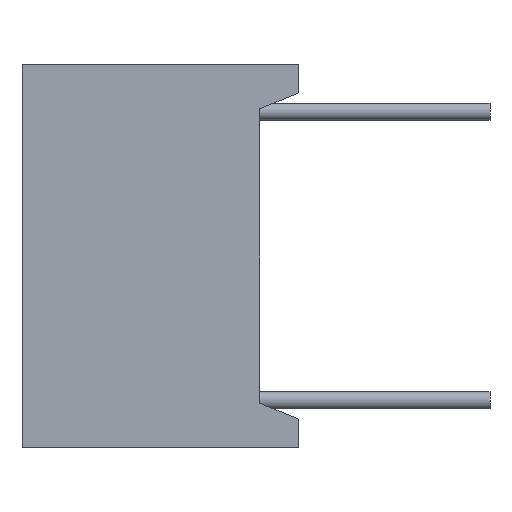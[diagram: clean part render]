
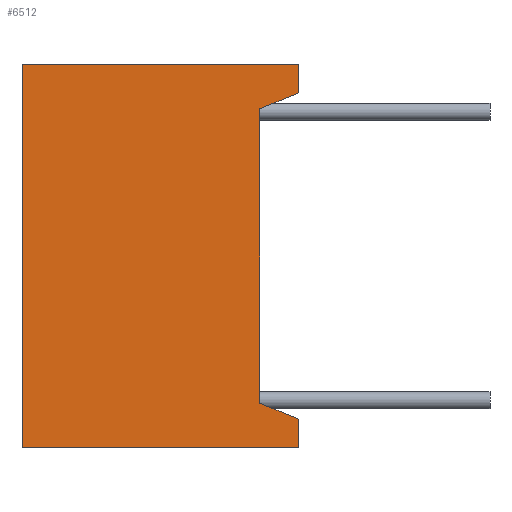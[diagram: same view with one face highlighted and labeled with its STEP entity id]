
A CAD part, left-side view. The second image highlights one B-rep face of the part: STEP entity #6512.
In plain terms, the highlighted planar face has unit normal (-1, 0, 0).
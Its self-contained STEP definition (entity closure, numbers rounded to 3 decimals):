
#390 = LINE ( 'NONE', #3487, #4862 ) ;
#504 = LINE ( 'NONE', #7992, #3510 ) ;
#535 = CARTESIAN_POINT ( 'NONE',  ( -11.25, -7.2, -5. ) ) ;
#971 = VECTOR ( 'NONE', #4788, 1000. ) ;
#1052 = DIRECTION ( 'NONE',  ( 0., 0., 1. ) ) ;
#1215 = ORIENTED_EDGE ( 'NONE', *, *, #4533, .F. ) ;
#1216 = CARTESIAN_POINT ( 'NONE',  ( -11.25, -7.2, -5. ) ) ;
#1436 = ORIENTED_EDGE ( 'NONE', *, *, #7123, .T. ) ;
#1645 = VERTEX_POINT ( 'NONE', #6689 ) ;
#1724 = PLANE ( 'NONE',  #4036 ) ;
#2070 = DIRECTION ( 'NONE',  ( 0., 0., -1. ) ) ;
#2126 = EDGE_LOOP ( 'NONE', ( #1215, #4210, #7278, #5699, #1436, #7882, #7774, #7393 ) ) ;
#2208 = DIRECTION ( 'NONE',  ( 0., -0.924, -0.383 ) ) ;
#2237 = VERTEX_POINT ( 'NONE', #7933 ) ;
#2244 = CARTESIAN_POINT ( 'NONE',  ( -11.25, -7.2, 5. ) ) ;
#2427 = VECTOR ( 'NONE', #5589, 1000. ) ;
#2438 = EDGE_CURVE ( 'NONE', #6483, #3428, #390, .T. ) ;
#2807 = CARTESIAN_POINT ( 'NONE',  ( -11.25, -6.2, 3.836 ) ) ;
#3225 = VECTOR ( 'NONE', #2070, 1000. ) ;
#3379 = DIRECTION ( 'NONE',  ( 0., 1., 0. ) ) ;
#3428 = VERTEX_POINT ( 'NONE', #7186 ) ;
#3487 = CARTESIAN_POINT ( 'NONE',  ( -11.25, -7.2, -5. ) ) ;
#3510 = VECTOR ( 'NONE', #7469, 1000. ) ;
#3637 = VECTOR ( 'NONE', #3379, 1000. ) ;
#3701 = DIRECTION ( 'NONE',  ( -1., 0., 0. ) ) ;
#3847 = CARTESIAN_POINT ( 'NONE',  ( -11.25, -7.2, -5. ) ) ;
#3865 = DIRECTION ( 'NONE',  ( 0., 0., 1. ) ) ;
#3928 = LINE ( 'NONE', #3847, #3637 ) ;
#4036 = AXIS2_PLACEMENT_3D ( 'NONE', #1216, #3701, #5523 ) ;
#4146 = CARTESIAN_POINT ( 'NONE',  ( -11.25, -6.2, -3.836 ) ) ;
#4210 = ORIENTED_EDGE ( 'NONE', *, *, #5951, .F. ) ;
#4388 = LINE ( 'NONE', #535, #2427 ) ;
#4533 = EDGE_CURVE ( 'NONE', #6383, #5376, #7297, .T. ) ;
#4788 = DIRECTION ( 'NONE',  ( 0., 1., 0. ) ) ;
#4862 = VECTOR ( 'NONE', #1052, 1000. ) ;
#4875 = CARTESIAN_POINT ( 'NONE',  ( -11.25, -7.2, -4.25 ) ) ;
#4928 = EDGE_CURVE ( 'NONE', #1645, #2237, #8218, .T. ) ;
#4967 = CARTESIAN_POINT ( 'NONE',  ( -11.25, -7.2, -5. ) ) ;
#5376 = VERTEX_POINT ( 'NONE', #4875 ) ;
#5523 = DIRECTION ( 'NONE',  ( 0., 0., 1. ) ) ;
#5576 = EDGE_CURVE ( 'NONE', #5808, #1645, #3928, .T. ) ;
#5589 = DIRECTION ( 'NONE',  ( 0., 0., 1. ) ) ;
#5680 = CARTESIAN_POINT ( 'NONE',  ( -11.25, -7.2, 4.25 ) ) ;
#5699 = ORIENTED_EDGE ( 'NONE', *, *, #2438, .T. ) ;
#5808 = VERTEX_POINT ( 'NONE', #4967 ) ;
#5951 = EDGE_CURVE ( 'NONE', #7520, #6383, #7118, .T. ) ;
#6071 = LINE ( 'NONE', #2244, #971 ) ;
#6379 = VECTOR ( 'NONE', #2208, 1000. ) ;
#6383 = VERTEX_POINT ( 'NONE', #4146 ) ;
#6483 = VERTEX_POINT ( 'NONE', #5680 ) ;
#6512 = ADVANCED_FACE ( 'NONE', ( #6779 ), #1724, .T. ) ;
#6689 = CARTESIAN_POINT ( 'NONE',  ( -11.25, 0., -5. ) ) ;
#6779 = FACE_OUTER_BOUND ( 'NONE', #2126, .T. ) ;
#6879 = EDGE_CURVE ( 'NONE', #5808, #5376, #4388, .T. ) ;
#6905 = EDGE_CURVE ( 'NONE', #6483, #7520, #504, .T. ) ;
#6934 = CARTESIAN_POINT ( 'NONE',  ( -11.25, 0., -5. ) ) ;
#7118 = LINE ( 'NONE', #7663, #3225 ) ;
#7123 = EDGE_CURVE ( 'NONE', #3428, #2237, #6071, .T. ) ;
#7186 = CARTESIAN_POINT ( 'NONE',  ( -11.25, -7.2, 5. ) ) ;
#7254 = CARTESIAN_POINT ( 'NONE',  ( -11.25, -7.465, -4.36 ) ) ;
#7278 = ORIENTED_EDGE ( 'NONE', *, *, #6905, .F. ) ;
#7297 = LINE ( 'NONE', #7254, #6379 ) ;
#7393 = ORIENTED_EDGE ( 'NONE', *, *, #6879, .T. ) ;
#7469 = DIRECTION ( 'NONE',  ( 0., 0.924, -0.383 ) ) ;
#7520 = VERTEX_POINT ( 'NONE', #2807 ) ;
#7663 = CARTESIAN_POINT ( 'NONE',  ( -11.25, -6.2, -5. ) ) ;
#7774 = ORIENTED_EDGE ( 'NONE', *, *, #5576, .F. ) ;
#7824 = VECTOR ( 'NONE', #3865, 1000. ) ;
#7882 = ORIENTED_EDGE ( 'NONE', *, *, #4928, .F. ) ;
#7933 = CARTESIAN_POINT ( 'NONE',  ( -11.25, 0., 5. ) ) ;
#7992 = CARTESIAN_POINT ( 'NONE',  ( -11.25, -3.93, 2.895 ) ) ;
#8218 = LINE ( 'NONE', #6934, #7824 ) ;
